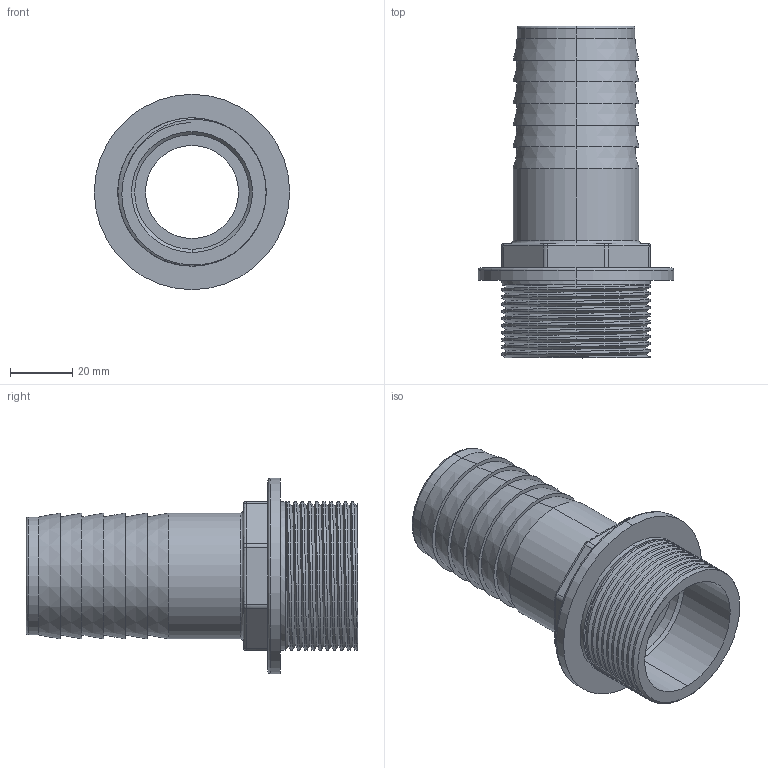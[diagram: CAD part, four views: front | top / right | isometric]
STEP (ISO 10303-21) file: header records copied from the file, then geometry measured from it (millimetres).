
FILE_DESCRIPTION (( 'STEP AP214' ), '1' );
FILE_NAME ('1.5X40ֱ.STEP', '2022-11-23T08:26:51', ( '' ), ( 'Microsoft' ), 'SwSTEP 2.0', 'SolidWorks 2014', '' );
FILE_SCHEMA (( 'AUTOMOTIVE_DESIGN' ));
Length unit declared in the file: millimetre
Products named in the file (1): 1.5X40ֱ
Bounding box: 63 x 107 x 63 mm (x, y, z)
Volume: 69934.6 mm3; surface area: 33201.1 mm2
Topology: 1 solids, 1 shells, 104 faces, 246 edges, 154 vertices
Faces by surface type: cylinder 44, plane 20, bspline 18, cone 14, torus 8
Entity records: 5199 total; most frequent: CARTESIAN_POINT 2965, ORIENTED_EDGE 492, DIRECTION 429, EDGE_CURVE 246, AXIS2_PLACEMENT_3D 178, VERTEX_POINT 154, EDGE_LOOP 116, FACE_OUTER_BOUND 104
